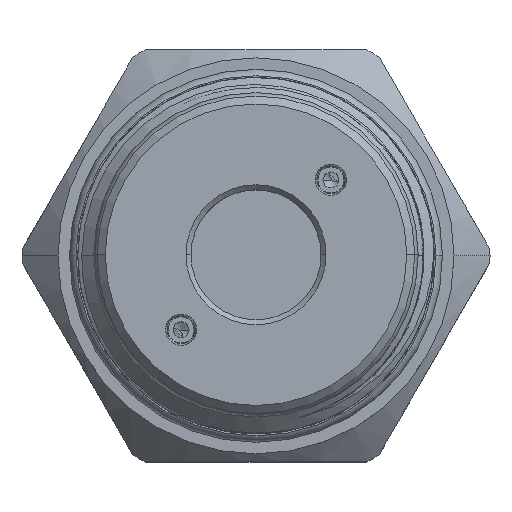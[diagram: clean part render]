
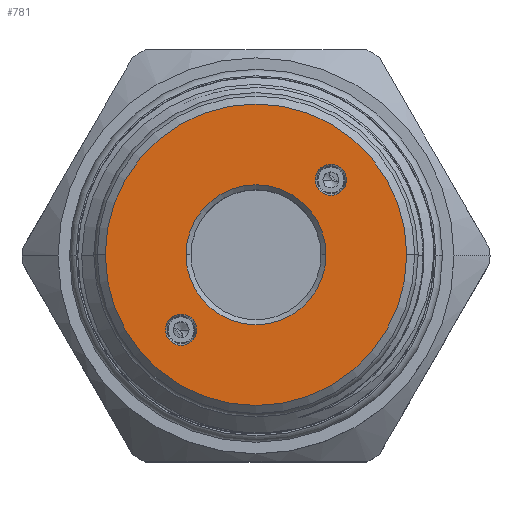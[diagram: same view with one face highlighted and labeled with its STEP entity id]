
A CAD part, top view. The second image highlights one B-rep face of the part: STEP entity #781.
In plain terms, the highlighted planar face has unit normal (0, 0, 1).
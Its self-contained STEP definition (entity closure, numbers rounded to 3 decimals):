
#296 = CIRCLE ( 'NONE', #2288, 7. ) ;
#482 = CIRCLE ( 'NONE', #2489, 1.561 ) ;
#513 = FACE_BOUND ( 'NONE', #9730, .T. ) ;
#514 = FACE_BOUND ( 'NONE', #9663, .T. ) ;
#524 = CIRCLE ( 'NONE', #2388, 1.561 ) ;
#525 = CIRCLE ( 'NONE', #1890, 1.561 ) ;
#526 = CIRCLE ( 'NONE', #2451, 7. ) ;
#530 = CIRCLE ( 'NONE', #2035, 15.075 ) ;
#658 = FACE_BOUND ( 'NONE', #9775, .T. ) ;
#781 = ADVANCED_FACE ( 'NONE', ( #658, #513, #1468, #514 ), #10801, .F. ) ;
#1273 = CIRCLE ( 'NONE', #2350, 1.561 ) ;
#1359 = CIRCLE ( 'NONE', #1937, 15.075 ) ;
#1468 = FACE_OUTER_BOUND ( 'NONE', #9739, .T. ) ;
#1590 = CARTESIAN_POINT ( 'NONE',  ( 0., 0., 0. ) ) ;
#1591 = DIRECTION ( 'NONE',  ( 0., 0., 1. ) ) ;
#1592 = DIRECTION ( 'NONE',  ( -1., 0., 0. ) ) ;
#1890 = AXIS2_PLACEMENT_3D ( 'NONE', #3861, #3875, #3873 ) ;
#1937 = AXIS2_PLACEMENT_3D ( 'NONE', #1590, #1591, #1592 ) ;
#1942 = AXIS2_PLACEMENT_3D ( 'NONE', #10507, #10799, #10867 ) ;
#2035 = AXIS2_PLACEMENT_3D ( 'NONE', #3847, #3845, #3843 ) ;
#2082 = EDGE_CURVE ( 'NONE', #7025, #7028, #296, .T. ) ;
#2288 = AXIS2_PLACEMENT_3D ( 'NONE', #6133, #6132, #6131 ) ;
#2350 = AXIS2_PLACEMENT_3D ( 'NONE', #3253, #3252, #3251 ) ;
#2388 = AXIS2_PLACEMENT_3D ( 'NONE', #3976, #3974, #3991 ) ;
#2451 = AXIS2_PLACEMENT_3D ( 'NONE', #3857, #3855, #3867 ) ;
#2489 = AXIS2_PLACEMENT_3D ( 'NONE', #3676, #3786, #3783 ) ;
#2928 = CARTESIAN_POINT ( 'NONE',  ( 9.056, 7.495, 0. ) ) ;
#2988 = CARTESIAN_POINT ( 'NONE',  ( 15.075, 0., 0. ) ) ;
#2993 = CARTESIAN_POINT ( 'NONE',  ( 5.935, 7.495, 0. ) ) ;
#3251 = DIRECTION ( 'NONE',  ( 1., 0., 0. ) ) ;
#3252 = DIRECTION ( 'NONE',  ( 0., 0., 1. ) ) ;
#3253 = CARTESIAN_POINT ( 'NONE',  ( 7.495, 7.495, 0. ) ) ;
#3556 = CARTESIAN_POINT ( 'NONE',  ( -7., 0., 0. ) ) ;
#3559 = CARTESIAN_POINT ( 'NONE',  ( 7., 0., 0. ) ) ;
#3676 = CARTESIAN_POINT ( 'NONE',  ( -7.495, -7.495, 0. ) ) ;
#3783 = DIRECTION ( 'NONE',  ( -1., 0., 0. ) ) ;
#3786 = DIRECTION ( 'NONE',  ( 0., 0., 1. ) ) ;
#3843 = DIRECTION ( 'NONE',  ( -1., 0., 0. ) ) ;
#3845 = DIRECTION ( 'NONE',  ( 0., 0., 1. ) ) ;
#3847 = CARTESIAN_POINT ( 'NONE',  ( 0., 0., 0. ) ) ;
#3855 = DIRECTION ( 'NONE',  ( 0., 0., -1. ) ) ;
#3857 = CARTESIAN_POINT ( 'NONE',  ( 0., 0., 0. ) ) ;
#3861 = CARTESIAN_POINT ( 'NONE',  ( 7.495, 7.495, 0. ) ) ;
#3867 = DIRECTION ( 'NONE',  ( -1., 0., 0. ) ) ;
#3873 = DIRECTION ( 'NONE',  ( 1., 0., 0. ) ) ;
#3875 = DIRECTION ( 'NONE',  ( 0., 0., 1. ) ) ;
#3974 = DIRECTION ( 'NONE',  ( 0., 0., 1. ) ) ;
#3976 = CARTESIAN_POINT ( 'NONE',  ( -7.495, -7.495, 0. ) ) ;
#3991 = DIRECTION ( 'NONE',  ( -1., 0., 0. ) ) ;
#6057 = CARTESIAN_POINT ( 'NONE',  ( -9.056, -7.495, 0. ) ) ;
#6059 = CARTESIAN_POINT ( 'NONE',  ( -5.935, -7.495, 0. ) ) ;
#6131 = DIRECTION ( 'NONE',  ( -1., 0., 0. ) ) ;
#6132 = DIRECTION ( 'NONE',  ( 0., 0., -1. ) ) ;
#6133 = CARTESIAN_POINT ( 'NONE',  ( 0., 0., 0. ) ) ;
#6884 = VERTEX_POINT ( 'NONE', #6059 ) ;
#6886 = VERTEX_POINT ( 'NONE', #6057 ) ;
#6970 = ORIENTED_EDGE ( 'NONE', *, *, #7237, .T. ) ;
#6971 = ORIENTED_EDGE ( 'NONE', *, *, #7661, .T. ) ;
#7025 = VERTEX_POINT ( 'NONE', #3559 ) ;
#7028 = VERTEX_POINT ( 'NONE', #3556 ) ;
#7034 = ORIENTED_EDGE ( 'NONE', *, *, #7271, .F. ) ;
#7035 = ORIENTED_EDGE ( 'NONE', *, *, #7242, .F. ) ;
#7036 = ORIENTED_EDGE ( 'NONE', *, *, #7718, .F. ) ;
#7037 = ORIENTED_EDGE ( 'NONE', *, *, #7235, .T. ) ;
#7038 = ORIENTED_EDGE ( 'NONE', *, *, #7238, .F. ) ;
#7040 = ORIENTED_EDGE ( 'NONE', *, *, #2082, .T. ) ;
#7235 = EDGE_CURVE ( 'NONE', #9466, #9383, #530, .T. ) ;
#7237 = EDGE_CURVE ( 'NONE', #7028, #7025, #526, .T. ) ;
#7238 = EDGE_CURVE ( 'NONE', #9461, #9381, #525, .T. ) ;
#7242 = EDGE_CURVE ( 'NONE', #6886, #6884, #524, .T. ) ;
#7271 = EDGE_CURVE ( 'NONE', #6884, #6886, #482, .T. ) ;
#7661 = EDGE_CURVE ( 'NONE', #9383, #9466, #1359, .T. ) ;
#7718 = EDGE_CURVE ( 'NONE', #9381, #9461, #1273, .T. ) ;
#9381 = VERTEX_POINT ( 'NONE', #2993 ) ;
#9383 = VERTEX_POINT ( 'NONE', #2988 ) ;
#9461 = VERTEX_POINT ( 'NONE', #2928 ) ;
#9466 = VERTEX_POINT ( 'NONE', #10186 ) ;
#9663 = EDGE_LOOP ( 'NONE', ( #7035, #7034 ) ) ;
#9730 = EDGE_LOOP ( 'NONE', ( #7038, #7036 ) ) ;
#9739 = EDGE_LOOP ( 'NONE', ( #7037, #6971 ) ) ;
#9775 = EDGE_LOOP ( 'NONE', ( #7040, #6970 ) ) ;
#10186 = CARTESIAN_POINT ( 'NONE',  ( -15.075, 0., 0. ) ) ;
#10507 = CARTESIAN_POINT ( 'NONE',  ( 0., 0., 0. ) ) ;
#10799 = DIRECTION ( 'NONE',  ( 0., 0., -1. ) ) ;
#10801 = PLANE ( 'NONE',  #1942 ) ;
#10867 = DIRECTION ( 'NONE',  ( -1., 0., 0. ) ) ;
